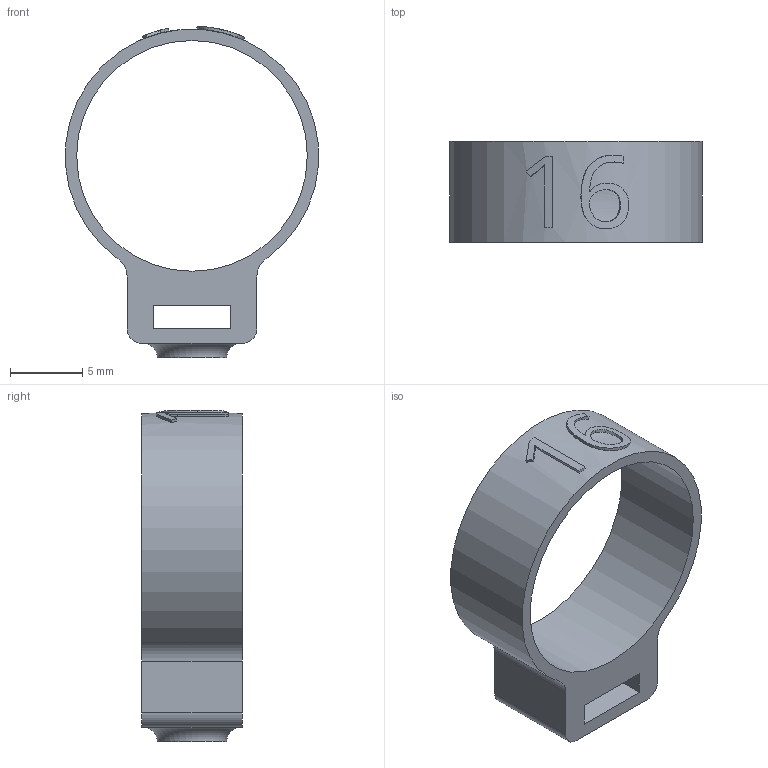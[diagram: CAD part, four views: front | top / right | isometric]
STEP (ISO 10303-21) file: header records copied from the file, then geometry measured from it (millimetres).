
FILE_DESCRIPTION(/* description */ ('STEP AP242','CAx-IF Rec.Pracs.---Representation and Presentation of Product Manufacturing Information (PMI)---4.0---2014-10-13','CAx-IF Rec.Pracs.---3D Tessellated Geometry---0.4---2014-09-14','2;1'),/* implementation_level */ '2;1');
FILE_NAME(/* name */ '65f2ed413aa1670b687e3820',/* time_stamp */ '2024-03-14T12:27:48Z',/* author */ (''),/* organization */ (''),/* preprocessor_version */ 'ST-DEVELOPER v19.4',/* originating_system */ ' ',/* authorisation */ ' ');
FILE_SCHEMA (('AP242_MANAGED_MODEL_BASED_3D_ENGINEERING_MIM_LF { 1 0 10303 442 1 1 4 }'));
Length unit declared in the file: metre
Products named in the file (1): Finger ring
Bounding box: 17.55 x 7 x 22.99 mm (x, y, z)
Volume: 540.7 mm3; surface area: 1075 mm2
Topology: 1 solids, 1 shells, 55 faces, 147 edges, 98 vertices
Faces by surface type: bspline 28, plane 16, cylinder 10, torus 1
Full cylindrical faces by diameter (mm): 2 x1, 16 x1
Entity records: 2103 total; most frequent: CARTESIAN_POINT 937, ORIENTED_EDGE 288, EDGE_CURVE 144, DIRECTION 135, VERTEX_POINT 98, B_SPLINE_CURVE_WITH_KNOTS 87, EDGE_LOOP 68, FACE_BOUND 68
